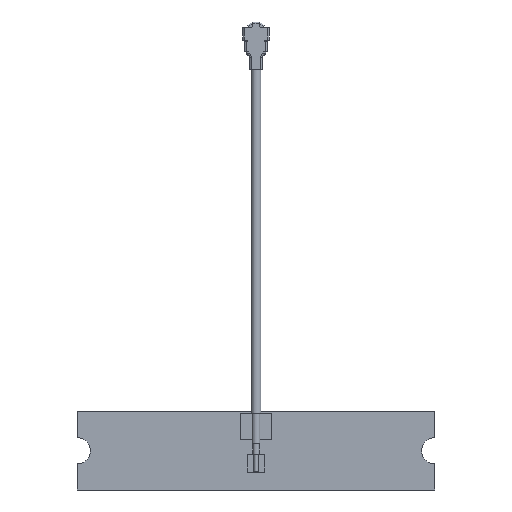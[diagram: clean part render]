
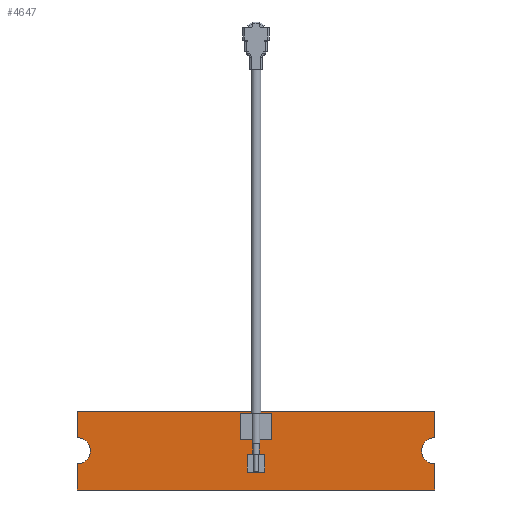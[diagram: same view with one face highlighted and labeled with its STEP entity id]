
A CAD part, front view. The second image highlights one B-rep face of the part: STEP entity #4647.
In plain terms, the highlighted planar face has unit normal (0, -1, 0).
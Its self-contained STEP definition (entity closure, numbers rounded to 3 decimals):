
#1317=DIRECTION('',(1.,0.,0.));
#1318=VECTOR('',#1317,1.83);
#1319=CARTESIAN_POINT('',(0.,1.052,-43.5));
#1320=LINE('',#1319,#1318);
#1333=DIRECTION('',(1.,0.,0.));
#1334=VECTOR('',#1333,1.83);
#1335=CARTESIAN_POINT('',(-1.83,1.052,-43.5));
#1336=LINE('',#1335,#1334);
#1341=DIRECTION('',(0.,0.,1.));
#1342=VECTOR('',#1341,3.);
#1343=CARTESIAN_POINT('',(-20.475,1.052,-46.3));
#1344=LINE('',#1343,#1342);
#1345=DIRECTION('',(1.,0.,0.));
#1346=VECTOR('',#1345,40.95);
#1347=CARTESIAN_POINT('',(-20.475,1.052,-43.3));
#1348=LINE('',#1347,#1346);
#1349=DIRECTION('',(0.,0.,-1.));
#1350=VECTOR('',#1349,3.);
#1351=CARTESIAN_POINT('',(20.475,1.052,-43.3));
#1352=LINE('',#1351,#1350);
#1353=CARTESIAN_POINT('',(20.475,1.052,-47.8));
#1354=DIRECTION('',(0.,-1.,0.));
#1355=DIRECTION('',(0.,0.,1.));
#1356=AXIS2_PLACEMENT_3D('',#1353,#1354,#1355);
#1358=DIRECTION('',(0.,0.,-1.));
#1359=VECTOR('',#1358,3.);
#1360=CARTESIAN_POINT('',(20.475,1.052,-49.3));
#1361=LINE('',#1360,#1359);
#1362=DIRECTION('',(-1.,0.,0.));
#1363=VECTOR('',#1362,40.95);
#1364=CARTESIAN_POINT('',(20.475,1.052,-52.3));
#1365=LINE('',#1364,#1363);
#1366=DIRECTION('',(0.,0.,1.));
#1367=VECTOR('',#1366,3.);
#1368=CARTESIAN_POINT('',(-20.475,1.052,-52.3));
#1369=LINE('',#1368,#1367);
#1370=CARTESIAN_POINT('',(-20.475,1.052,-47.8));
#1371=DIRECTION('',(0.,-1.,0.));
#1372=DIRECTION('',(0.,0.,-1.));
#1373=AXIS2_PLACEMENT_3D('',#1370,#1371,#1372);
#1375=DIRECTION('',(0.,0.,1.));
#1376=VECTOR('',#1375,2.);
#1377=CARTESIAN_POINT('',(1.,1.052,-50.25));
#1378=LINE('',#1377,#1376);
#1379=DIRECTION('',(-1.,0.,0.));
#1380=VECTOR('',#1379,2.);
#1381=CARTESIAN_POINT('',(1.,1.052,-48.25));
#1382=LINE('',#1381,#1380);
#1383=DIRECTION('',(0.,0.,-1.));
#1384=VECTOR('',#1383,2.);
#1385=CARTESIAN_POINT('',(-1.,1.052,-48.25));
#1386=LINE('',#1385,#1384);
#1387=DIRECTION('',(1.,0.,0.));
#1388=VECTOR('',#1387,2.);
#1389=CARTESIAN_POINT('',(-1.,1.052,-50.25));
#1390=LINE('',#1389,#1388);
#1457=DIRECTION('',(0.,0.,1.));
#1458=VECTOR('',#1457,3.);
#1459=CARTESIAN_POINT('',(-1.83,1.052,-46.5));
#1460=LINE('',#1459,#1458);
#1594=DIRECTION('',(1.,0.,0.));
#1595=VECTOR('',#1594,3.66);
#1596=CARTESIAN_POINT('',(-1.83,1.052,-46.5));
#1597=LINE('',#1596,#1595);
#1614=DIRECTION('',(0.,0.,1.));
#1615=VECTOR('',#1614,3.);
#1616=CARTESIAN_POINT('',(1.83,1.052,-46.5));
#1617=LINE('',#1616,#1615);
#2824=CARTESIAN_POINT('',(-20.475,1.052,-43.3));
#2825=CARTESIAN_POINT('',(20.475,1.052,-43.3));
#2826=VERTEX_POINT('',#2824);
#2827=VERTEX_POINT('',#2825);
#2828=CARTESIAN_POINT('',(20.475,1.052,-49.3));
#2829=CARTESIAN_POINT('',(20.475,1.052,-52.3));
#2830=VERTEX_POINT('',#2828);
#2831=VERTEX_POINT('',#2829);
#2832=CARTESIAN_POINT('',(-20.475,1.052,-52.3));
#2833=VERTEX_POINT('',#2832);
#2834=CARTESIAN_POINT('',(-20.475,1.052,-46.3));
#2835=VERTEX_POINT('',#2834);
#2848=CARTESIAN_POINT('',(20.475,1.052,-46.3));
#2849=VERTEX_POINT('',#2848);
#2850=CARTESIAN_POINT('',(-20.475,1.052,-49.3));
#2851=VERTEX_POINT('',#2850);
#2866=CARTESIAN_POINT('',(0.,1.052,-43.5));
#2867=CARTESIAN_POINT('',(1.83,1.052,-43.5));
#2868=VERTEX_POINT('',#2866);
#2869=VERTEX_POINT('',#2867);
#2870=CARTESIAN_POINT('',(1.83,1.052,-46.5));
#2871=VERTEX_POINT('',#2870);
#2872=CARTESIAN_POINT('',(-1.83,1.052,-46.5));
#2873=CARTESIAN_POINT('',(-1.83,1.052,-43.5));
#2874=VERTEX_POINT('',#2872);
#2875=VERTEX_POINT('',#2873);
#2894=CARTESIAN_POINT('',(1.,1.052,-50.25));
#2895=CARTESIAN_POINT('',(1.,1.052,-48.25));
#2896=VERTEX_POINT('',#2894);
#2897=VERTEX_POINT('',#2895);
#2898=CARTESIAN_POINT('',(-1.,1.052,-50.25));
#2899=VERTEX_POINT('',#2898);
#2900=CARTESIAN_POINT('',(-1.,1.052,-48.25));
#2901=VERTEX_POINT('',#2900);
#4604=CARTESIAN_POINT('',(0.,1.052,-43.5));
#4605=DIRECTION('',(0.,-1.,0.));
#4606=DIRECTION('',(1.,0.,0.));
#4607=AXIS2_PLACEMENT_3D('',#4604,#4605,#4606);
#4608=PLANE('',#4607);
#4610=ORIENTED_EDGE('',*,*,#4609,.T.);
#4612=ORIENTED_EDGE('',*,*,#4611,.T.);
#4614=ORIENTED_EDGE('',*,*,#4613,.T.);
#4616=ORIENTED_EDGE('',*,*,#4615,.T.);
#4618=ORIENTED_EDGE('',*,*,#4617,.T.);
#4620=ORIENTED_EDGE('',*,*,#4619,.T.);
#4622=ORIENTED_EDGE('',*,*,#4621,.T.);
#4624=ORIENTED_EDGE('',*,*,#4623,.T.);
#4625=EDGE_LOOP('',(#4610,#4612,#4614,#4616,#4618,#4620,#4622,#4624));
#4626=FACE_OUTER_BOUND('',#4625,.F.);
#4627=ORIENTED_EDGE('',*,*,#4579,.F.);
#4628=ORIENTED_EDGE('',*,*,#4596,.F.);
#4630=ORIENTED_EDGE('',*,*,#4629,.F.);
#4632=ORIENTED_EDGE('',*,*,#4631,.T.);
#4634=ORIENTED_EDGE('',*,*,#4633,.T.);
#4635=EDGE_LOOP('',(#4627,#4628,#4630,#4632,#4634));
#4636=FACE_BOUND('',#4635,.F.);
#4638=ORIENTED_EDGE('',*,*,#4637,.T.);
#4640=ORIENTED_EDGE('',*,*,#4639,.T.);
#4642=ORIENTED_EDGE('',*,*,#4641,.T.);
#4644=ORIENTED_EDGE('',*,*,#4643,.T.);
#4645=EDGE_LOOP('',(#4638,#4640,#4642,#4644));
#4646=FACE_BOUND('',#4645,.F.);
#4647=ADVANCED_FACE('',(#4626,#4636,#4646),#4608,.T.);
#1357=CIRCLE('',#1356,1.5);
#1374=CIRCLE('',#1373,1.5);
#4579=EDGE_CURVE('',#2868,#2869,#1320,.T.);
#4596=EDGE_CURVE('',#2875,#2868,#1336,.T.);
#4609=EDGE_CURVE('',#2835,#2826,#1344,.T.);
#4611=EDGE_CURVE('',#2826,#2827,#1348,.T.);
#4613=EDGE_CURVE('',#2827,#2849,#1352,.T.);
#4615=EDGE_CURVE('',#2849,#2830,#1357,.T.);
#4617=EDGE_CURVE('',#2830,#2831,#1361,.T.);
#4619=EDGE_CURVE('',#2831,#2833,#1365,.T.);
#4621=EDGE_CURVE('',#2833,#2851,#1369,.T.);
#4623=EDGE_CURVE('',#2851,#2835,#1374,.T.);
#4629=EDGE_CURVE('',#2874,#2875,#1460,.T.);
#4631=EDGE_CURVE('',#2874,#2871,#1597,.T.);
#4633=EDGE_CURVE('',#2871,#2869,#1617,.T.);
#4637=EDGE_CURVE('',#2896,#2897,#1378,.T.);
#4639=EDGE_CURVE('',#2897,#2901,#1382,.T.);
#4641=EDGE_CURVE('',#2901,#2899,#1386,.T.);
#4643=EDGE_CURVE('',#2899,#2896,#1390,.T.);
